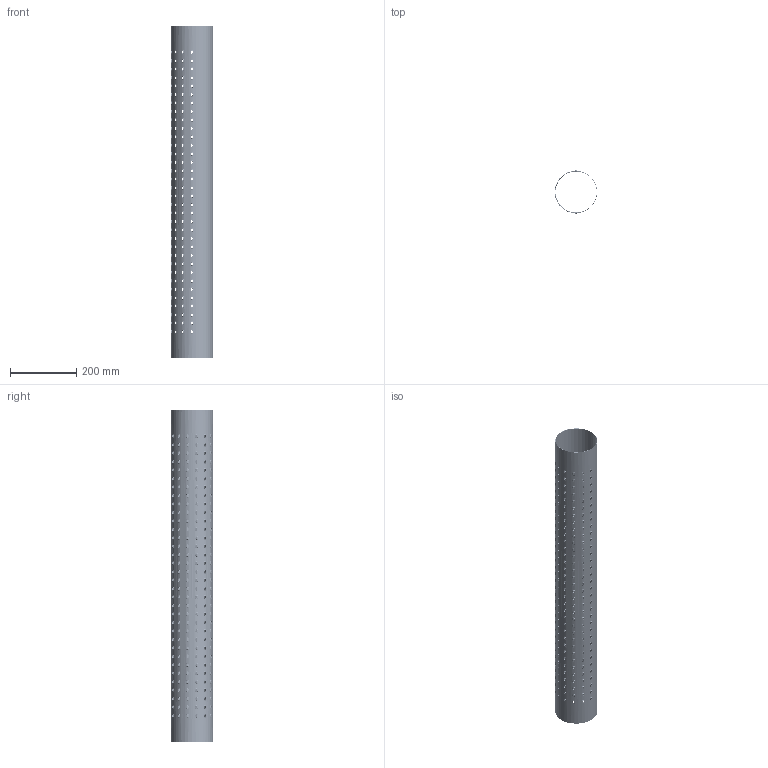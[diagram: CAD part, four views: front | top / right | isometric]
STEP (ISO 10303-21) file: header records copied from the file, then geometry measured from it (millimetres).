
FILE_DESCRIPTION(/* description */ ('Dysplåt'),/* implementation_level */ '2;1');
FILE_NAME(/* name */ 'MO50804.stp',/* time_stamp */ '2017-05-11T06:12:42-07:00',/* author */ ('CAD'),/* organization */ (''),/* preprocessor_version */ 'ST-DEVELOPER v16.5',/* originating_system */ 'Autodesk Inventor 2017',/* authorisation */ '');
FILE_SCHEMA (('AUTOMOTIVE_DESIGN { 1 0 10303 214 3 1 1 }'));
Products named in the file (1): P41-1-AA-02
Bounding box: 126.74 x 129.4 x 1000 mm (x, y, z)
Volume: 241173.5 mm3; surface area: 793027.7 mm2
Topology: 1 solids, 1 shells, 4630 faces, 10892 edges, 6536 vertices
Faces by surface type: bspline 3264, plane 1092, cylinder 274
Full cylindrical faces by diameter (mm): 125 x1, 126.2 x1
Entity records: 262260 total; most frequent: CARTESIAN_POINT 174513, ORIENTED_EDGE 21784, EDGE_CURVE 10892, DIRECTION 9822, VERTEX_POINT 6536, LINE 5448, VECTOR 5448, EDGE_LOOP 5446
